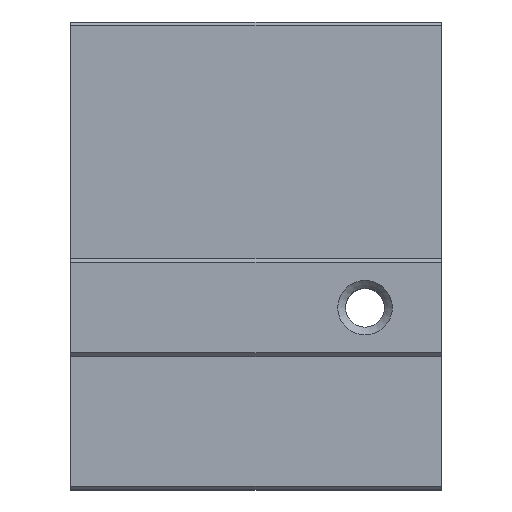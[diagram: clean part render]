
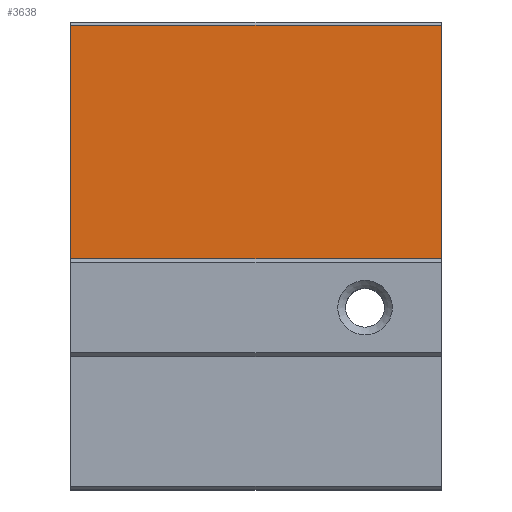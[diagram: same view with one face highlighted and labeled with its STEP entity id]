
A CAD part, top view. The second image highlights one B-rep face of the part: STEP entity #3638.
In plain terms, the highlighted planar face has unit normal (0, 0, 1).
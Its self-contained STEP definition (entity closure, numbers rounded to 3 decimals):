
#126=PLANE('',#3839);
#293=FACE_OUTER_BOUND('',#470,.T.);
#470=EDGE_LOOP('',(#3107,#3108,#3109,#3110));
#747=LINE('',#15826,#1142);
#834=LINE('',#16176,#1229);
#890=LINE('',#16291,#1285);
#1012=LINE('',#16547,#1407);
#1142=VECTOR('',#4058,10.);
#1229=VECTOR('',#4179,10.);
#1285=VECTOR('',#4287,10.);
#1407=VECTOR('',#4547,10.);
#1631=VERTEX_POINT('',#15823);
#1632=VERTEX_POINT('',#15825);
#1711=VERTEX_POINT('',#16175);
#1744=VERTEX_POINT('',#16289);
#2049=EDGE_CURVE('',#1632,#1631,#747,.T.);
#2142=EDGE_CURVE('',#1632,#1711,#834,.T.);
#2200=EDGE_CURVE('',#1744,#1631,#890,.T.);
#2328=EDGE_CURVE('',#1711,#1744,#1012,.T.);
#3107=ORIENTED_EDGE('',*,*,#2200,.F.);
#3108=ORIENTED_EDGE('',*,*,#2328,.F.);
#3109=ORIENTED_EDGE('',*,*,#2142,.F.);
#3110=ORIENTED_EDGE('',*,*,#2049,.T.);
#3638=ADVANCED_FACE('',(#293),#126,.T.);
#3839=AXIS2_PLACEMENT_3D('',#16546,#4545,#4546);
#4058=DIRECTION('',(0.,1.,0.));
#4179=DIRECTION('',(-1.,0.,0.));
#4287=DIRECTION('',(1.,0.,0.));
#4545=DIRECTION('center_axis',(0.,0.,1.));
#4546=DIRECTION('ref_axis',(0.,1.,0.));
#4547=DIRECTION('',(0.,1.,0.));
#15823=CARTESIAN_POINT('',(3.207,42.63,7.31));
#15825=CARTESIAN_POINT('',(3.207,27.63,7.31));
#15826=CARTESIAN_POINT('',(3.207,27.63,7.31));
#16175=CARTESIAN_POINT('',(-20.593,27.63,7.31));
#16176=CARTESIAN_POINT('',(-8.693,27.63,7.31));
#16289=CARTESIAN_POINT('',(-20.593,42.63,7.31));
#16291=CARTESIAN_POINT('',(3.207,42.63,7.31));
#16546=CARTESIAN_POINT('Origin',(3.207,27.63,7.31));
#16547=CARTESIAN_POINT('',(-20.593,27.63,7.31));
